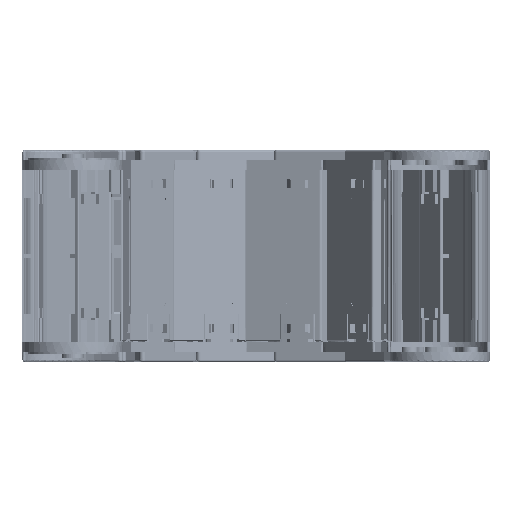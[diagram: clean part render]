
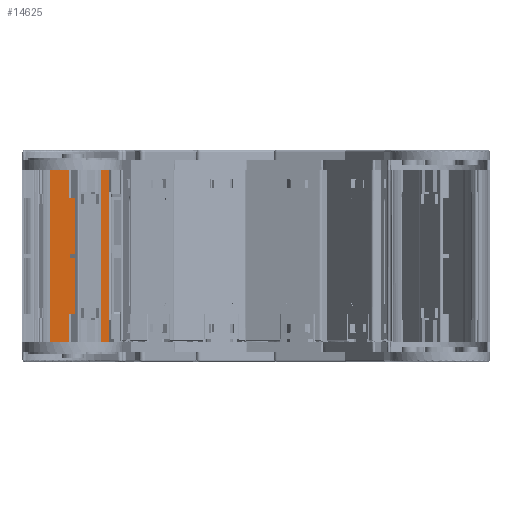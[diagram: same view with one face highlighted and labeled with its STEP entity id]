
A CAD part, left-side view. The second image highlights one B-rep face of the part: STEP entity #14625.
In plain terms, the highlighted face is planar.
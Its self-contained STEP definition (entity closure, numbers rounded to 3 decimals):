
#694 = VERTEX_POINT ( 'NONE', #9237 ) ;
#985 = EDGE_CURVE ( 'NONE', #36927, #694, #19836, .T. ) ;
#1233 = AXIS2_PLACEMENT_3D ( 'NONE', #17577, #8918, #9156 ) ;
#2146 = EDGE_CURVE ( 'NONE', #694, #6210, #26191, .T. ) ;
#2484 = DIRECTION ( 'NONE',  ( -1., 0., 0. ) ) ;
#2937 = DIRECTION ( 'NONE',  ( 0., 0., -1. ) ) ;
#2971 = ORIENTED_EDGE ( 'NONE', *, *, #11690, .T. ) ;
#3215 = ORIENTED_EDGE ( 'NONE', *, *, #35214, .F. ) ;
#3233 = VERTEX_POINT ( 'NONE', #36658 ) ;
#3809 = LINE ( 'NONE', #30866, #4722 ) ;
#3930 = DIRECTION ( 'NONE',  ( 0., 0., 1. ) ) ;
#4138 = VERTEX_POINT ( 'NONE', #37212 ) ;
#4389 = EDGE_LOOP ( 'NONE', ( #32825, #19837, #34205, #21906 ) ) ;
#4604 = EDGE_CURVE ( 'NONE', #9262, #15740, #3809, .T. ) ;
#4722 = VECTOR ( 'NONE', #19432, 1000. ) ;
#5021 = VERTEX_POINT ( 'NONE', #7263 ) ;
#5227 = CARTESIAN_POINT ( 'NONE',  ( 43.49, -39.416, -43.799 ) ) ;
#5879 = ORIENTED_EDGE ( 'NONE', *, *, #31325, .T. ) ;
#6210 = VERTEX_POINT ( 'NONE', #16631 ) ;
#6367 = CARTESIAN_POINT ( 'NONE',  ( 18.49, -39.416, -117.805 ) ) ;
#6686 = CARTESIAN_POINT ( 'NONE',  ( -12.51, -39.416, -166.82 ) ) ;
#7115 = LINE ( 'NONE', #35184, #20347 ) ;
#7263 = CARTESIAN_POINT ( 'NONE',  ( -13.51, -39.416, -95.055 ) ) ;
#7490 = CARTESIAN_POINT ( 'NONE',  ( -33.072, -39.416, -235.455 ) ) ;
#8227 = ORIENTED_EDGE ( 'NONE', *, *, #2146, .T. ) ;
#8415 = VECTOR ( 'NONE', #16553, 1000. ) ;
#8894 = ORIENTED_EDGE ( 'NONE', *, *, #15251, .F. ) ;
#8918 = DIRECTION ( 'NONE',  ( 0., -1., 0. ) ) ;
#9156 = DIRECTION ( 'NONE',  ( -1., 0., 0. ) ) ;
#9237 = CARTESIAN_POINT ( 'NONE',  ( 18.49, -39.416, -235.455 ) ) ;
#9262 = VERTEX_POINT ( 'NONE', #14305 ) ;
#9410 = ORIENTED_EDGE ( 'NONE', *, *, #36254, .T. ) ;
#9435 = DIRECTION ( 'NONE',  ( 0., 0., -1. ) ) ;
#9493 = CARTESIAN_POINT ( 'NONE',  ( 24.49, -39.416, -166.82 ) ) ;
#9756 = EDGE_CURVE ( 'NONE', #24835, #3233, #20891, .T. ) ;
#10166 = VECTOR ( 'NONE', #2484, 1000. ) ;
#10192 = VERTEX_POINT ( 'NONE', #26701 ) ;
#11009 = LINE ( 'NONE', #35149, #33343 ) ;
#11209 = LINE ( 'NONE', #9493, #24433 ) ;
#11225 = VECTOR ( 'NONE', #36941, 1000. ) ;
#11681 = VECTOR ( 'NONE', #9435, 1000. ) ;
#11690 = EDGE_CURVE ( 'NONE', #10192, #24835, #13810, .T. ) ;
#12288 = FACE_OUTER_BOUND ( 'NONE', #17174, .T. ) ;
#12475 = EDGE_CURVE ( 'NONE', #28423, #36964, #11009, .T. ) ;
#12540 = LINE ( 'NONE', #14411, #31194 ) ;
#12679 = DIRECTION ( 'NONE',  ( 1., 0., 0. ) ) ;
#12756 = ORIENTED_EDGE ( 'NONE', *, *, #24076, .F. ) ;
#12876 = EDGE_CURVE ( 'NONE', #25130, #36927, #31046, .T. ) ;
#13708 = CARTESIAN_POINT ( 'NONE',  ( -12.51, -39.416, -23.799 ) ) ;
#13810 = LINE ( 'NONE', #37448, #10166 ) ;
#14305 = CARTESIAN_POINT ( 'NONE',  ( 17.49, -39.416, -163.32 ) ) ;
#14411 = CARTESIAN_POINT ( 'NONE',  ( 18.49, -39.416, -95.055 ) ) ;
#14625 = ADVANCED_FACE ( 'NONE', ( #12288, #32787 ), #26353, .F. ) ;
#14975 = LINE ( 'NONE', #25819, #21812 ) ;
#15114 = DIRECTION ( 'NONE',  ( 1., 0., 0. ) ) ;
#15251 = EDGE_CURVE ( 'NONE', #5021, #3233, #14975, .T. ) ;
#15531 = ORIENTED_EDGE ( 'NONE', *, *, #12876, .T. ) ;
#15740 = VERTEX_POINT ( 'NONE', #21963 ) ;
#16207 = CARTESIAN_POINT ( 'NONE',  ( 24.49, -39.416, -95.055 ) ) ;
#16358 = EDGE_CURVE ( 'NONE', #9262, #36683, #17607, .T. ) ;
#16498 = CARTESIAN_POINT ( 'NONE',  ( 17.49, -39.416, -166.82 ) ) ;
#16553 = DIRECTION ( 'NONE',  ( -1., 0., 0. ) ) ;
#16631 = CARTESIAN_POINT ( 'NONE',  ( 18.49, -39.416, -212.735 ) ) ;
#16633 = CARTESIAN_POINT ( 'NONE',  ( -13.51, -39.416, -117.805 ) ) ;
#17033 = EDGE_CURVE ( 'NONE', #15740, #31757, #37695, .T. ) ;
#17174 = EDGE_LOOP ( 'NONE', ( #15531, #36065, #8227, #3215, #37020, #2971, #35358, #8894, #5879, #21438, #9410, #12756 ) ) ;
#17577 = CARTESIAN_POINT ( 'NONE',  ( 24.49, -39.416, -43.799 ) ) ;
#17586 = DIRECTION ( 'NONE',  ( 0., 0., 1. ) ) ;
#17607 = LINE ( 'NONE', #32248, #33126 ) ;
#17700 = DIRECTION ( 'NONE',  ( 0., 0., -1. ) ) ;
#17769 = EDGE_CURVE ( 'NONE', #4138, #10192, #32653, .T. ) ;
#17957 = CARTESIAN_POINT ( 'NONE',  ( -33.072, -39.416, -43.799 ) ) ;
#18459 = VECTOR ( 'NONE', #3930, 1000. ) ;
#19432 = DIRECTION ( 'NONE',  ( -1., 0., 0. ) ) ;
#19506 = VECTOR ( 'NONE', #29161, 1000. ) ;
#19615 = CARTESIAN_POINT ( 'NONE',  ( 24.49, -39.416, -212.735 ) ) ;
#19836 = LINE ( 'NONE', #30691, #8415 ) ;
#19837 = ORIENTED_EDGE ( 'NONE', *, *, #17033, .T. ) ;
#19870 = VECTOR ( 'NONE', #33893, 1000. ) ;
#20347 = VECTOR ( 'NONE', #17700, 1000. ) ;
#20651 = CARTESIAN_POINT ( 'NONE',  ( -13.51, -39.416, -235.455 ) ) ;
#20686 = VECTOR ( 'NONE', #24875, 1000. ) ;
#20891 = LINE ( 'NONE', #17957, #19506 ) ;
#21438 = ORIENTED_EDGE ( 'NONE', *, *, #12475, .T. ) ;
#21543 = CARTESIAN_POINT ( 'NONE',  ( 18.49, -39.416, -210.735 ) ) ;
#21595 = EDGE_CURVE ( 'NONE', #31757, #36683, #11209, .T. ) ;
#21812 = VECTOR ( 'NONE', #32062, 1000. ) ;
#21906 = ORIENTED_EDGE ( 'NONE', *, *, #16358, .F. ) ;
#21963 = CARTESIAN_POINT ( 'NONE',  ( -12.51, -39.416, -163.32 ) ) ;
#22376 = VECTOR ( 'NONE', #28583, 1000. ) ;
#23131 = CARTESIAN_POINT ( 'NONE',  ( 43.49, -39.416, -95.055 ) ) ;
#23589 = CARTESIAN_POINT ( 'NONE',  ( 18.49, -39.416, -95.055 ) ) ;
#24076 = EDGE_CURVE ( 'NONE', #25130, #27076, #30683, .T. ) ;
#24433 = VECTOR ( 'NONE', #12679, 1000. ) ;
#24835 = VERTEX_POINT ( 'NONE', #7490 ) ;
#24875 = DIRECTION ( 'NONE',  ( -1., 0., 0. ) ) ;
#24883 = LINE ( 'NONE', #19615, #19870 ) ;
#25130 = VERTEX_POINT ( 'NONE', #23131 ) ;
#25819 = CARTESIAN_POINT ( 'NONE',  ( 24.49, -39.416, -95.055 ) ) ;
#26191 = LINE ( 'NONE', #21543, #18459 ) ;
#26353 = PLANE ( 'NONE',  #1233 ) ;
#26629 = CARTESIAN_POINT ( 'NONE',  ( 43.49, -39.416, -235.455 ) ) ;
#26701 = CARTESIAN_POINT ( 'NONE',  ( -13.51, -39.416, -235.455 ) ) ;
#27076 = VERTEX_POINT ( 'NONE', #23589 ) ;
#28423 = VERTEX_POINT ( 'NONE', #16633 ) ;
#28583 = DIRECTION ( 'NONE',  ( 0., 0., -1. ) ) ;
#29161 = DIRECTION ( 'NONE',  ( 0., 0., 1. ) ) ;
#30683 = LINE ( 'NONE', #16207, #20686 ) ;
#30691 = CARTESIAN_POINT ( 'NONE',  ( 24.49, -39.416, -235.455 ) ) ;
#30866 = CARTESIAN_POINT ( 'NONE',  ( 24.49, -39.416, -163.32 ) ) ;
#31046 = LINE ( 'NONE', #5227, #22376 ) ;
#31194 = VECTOR ( 'NONE', #17586, 1000. ) ;
#31325 = EDGE_CURVE ( 'NONE', #5021, #28423, #7115, .T. ) ;
#31757 = VERTEX_POINT ( 'NONE', #6686 ) ;
#32062 = DIRECTION ( 'NONE',  ( -1., 0., 0. ) ) ;
#32248 = CARTESIAN_POINT ( 'NONE',  ( 17.49, -39.416, -23.799 ) ) ;
#32653 = LINE ( 'NONE', #20651, #11681 ) ;
#32787 = FACE_BOUND ( 'NONE', #4389, .T. ) ;
#32825 = ORIENTED_EDGE ( 'NONE', *, *, #4604, .T. ) ;
#33126 = VECTOR ( 'NONE', #2937, 1000. ) ;
#33343 = VECTOR ( 'NONE', #15114, 1000. ) ;
#33893 = DIRECTION ( 'NONE',  ( 1., 0., 0. ) ) ;
#34205 = ORIENTED_EDGE ( 'NONE', *, *, #21595, .T. ) ;
#35149 = CARTESIAN_POINT ( 'NONE',  ( 4.49, -39.416, -117.805 ) ) ;
#35184 = CARTESIAN_POINT ( 'NONE',  ( -13.51, -39.416, -119.805 ) ) ;
#35214 = EDGE_CURVE ( 'NONE', #4138, #6210, #24883, .T. ) ;
#35358 = ORIENTED_EDGE ( 'NONE', *, *, #9756, .T. ) ;
#36065 = ORIENTED_EDGE ( 'NONE', *, *, #985, .T. ) ;
#36254 = EDGE_CURVE ( 'NONE', #36964, #27076, #12540, .T. ) ;
#36658 = CARTESIAN_POINT ( 'NONE',  ( -33.072, -39.416, -95.055 ) ) ;
#36683 = VERTEX_POINT ( 'NONE', #16498 ) ;
#36927 = VERTEX_POINT ( 'NONE', #26629 ) ;
#36941 = DIRECTION ( 'NONE',  ( 0., 0., -1. ) ) ;
#36964 = VERTEX_POINT ( 'NONE', #6367 ) ;
#37020 = ORIENTED_EDGE ( 'NONE', *, *, #17769, .T. ) ;
#37212 = CARTESIAN_POINT ( 'NONE',  ( -13.51, -39.416, -212.735 ) ) ;
#37448 = CARTESIAN_POINT ( 'NONE',  ( 24.49, -39.416, -235.455 ) ) ;
#37695 = LINE ( 'NONE', #13708, #11225 ) ;
